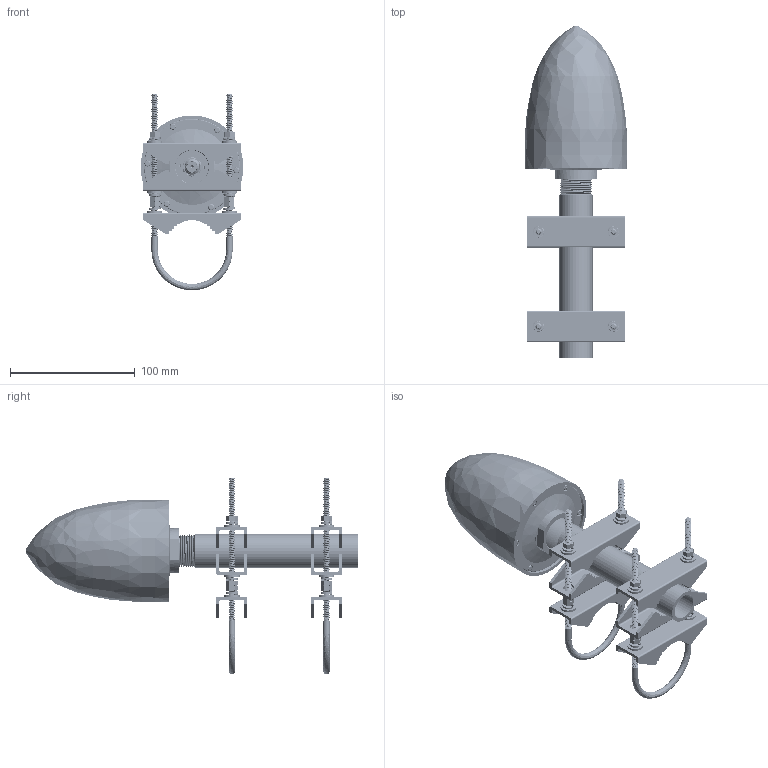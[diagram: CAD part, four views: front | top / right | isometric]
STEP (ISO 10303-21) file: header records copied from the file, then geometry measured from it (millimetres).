
FILE_DESCRIPTION (( 'STEP AP214' ), '1' );
FILE_NAME ('HG-GPGLTIM32-MNT_3D.STEP', '2019-09-23T14:20:17', ( '' ), ( '' ), 'SwSTEP 2.0', 'SolidWorks 2018', '' );
FILE_SCHEMA (( 'AUTOMOTIVE_DESIGN' ));
Length unit declared in the file: millimetre
Products named in the file (20): HG-GPGLTIM32_TNC Body_PIN; HG-GPGLTIM32; HG-GPGLTIM32-MNT_PIPE THREADED; HG-GPGLTIM32-MNT_Washer; HG-GPGLTIM32-MNT_3D; HG-GPGLTIM32-MNT_HexNut; HG-GPGLTIM32-MNT_LockWasher; HG-GPGLTIM32_Torx Screw; HG-GPGLTIM32_Antenna Body; HG-GPGLTIM32-MNT_U-Bolt; HG-GPGLTIM32_TNC Body_INS; HG-GPGLTIM32_TNC Washer.SLDASM; HG-GPGLTIM32_TNC Body_BODY; HG-GPGLTIM32_TNC Connector; HG-GPGLTIM32_Antenna Base; HG-GPGLTIM32_Ant Body Gasket.SLDASM; HG-GPGLTIM32-MNT_Bracket Assy; HG-GPGLTIM32_TNC HexNut.SLDASM; HG-GPGLTIM32-MNT_Bracket Clamp; HG-GPGLTIM32_TNC LockWasher.SLDASM
Assembly tree (42 placements, depth 4):
  HG-GPGLTIM32-MNT_3D
    HG-GPGLTIM32-MNT_PIPE THREADED
    HG-GPGLTIM32
      HG-GPGLTIM32_Antenna Body
      HG-GPGLTIM32_TNC Connector
        HG-GPGLTIM32_TNC Body_INS
        HG-GPGLTIM32_TNC Body_PIN
        HG-GPGLTIM32_TNC Body_BODY
      HG-GPGLTIM32_TNC Washer.SLDASM
      HG-GPGLTIM32_TNC LockWasher.SLDASM
      HG-GPGLTIM32_TNC HexNut.SLDASM
      HG-GPGLTIM32_Antenna Base
      HG-GPGLTIM32_Ant Body Gasket.SLDASM
      HG-GPGLTIM32_Torx Screw  x6
    HG-GPGLTIM32-MNT_Bracket Assy  x2
      HG-GPGLTIM32-MNT_U-Bolt
      HG-GPGLTIM32-MNT_Bracket Clamp
      HG-GPGLTIM32-MNT_Washer
      HG-GPGLTIM32-MNT_LockWasher
      HG-GPGLTIM32-MNT_HexNut
Bounding box: 82.25 x 265.82 x 157.6 mm (x, y, z)
Volume: 81817.9 mm3; surface area: 203981.8 mm2
Topology: 1 solids, 61 shells, 3079 faces, 9107 edges, 6177 vertices
Faces by surface type: cylinder 1684, plane 672, cone 429, bspline 294
Entity records: 110515 total; most frequent: CARTESIAN_POINT 68571, ORIENTED_EDGE 7450, DIRECTION 4780, EDGE_CURVE 3725, VERTEX_POINT 2561, AXIS2_PLACEMENT_3D 1735, LINE 1310, VECTOR 1310
